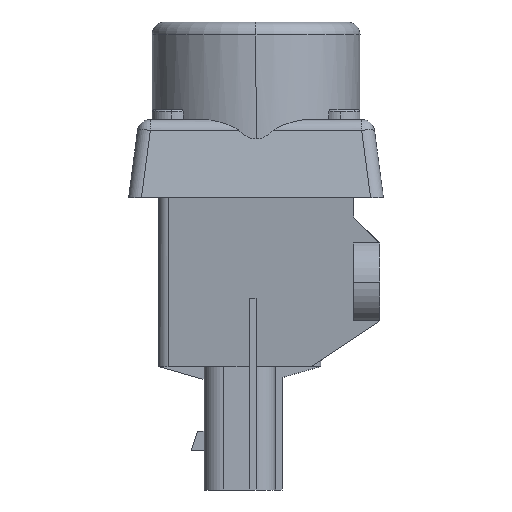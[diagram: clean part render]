
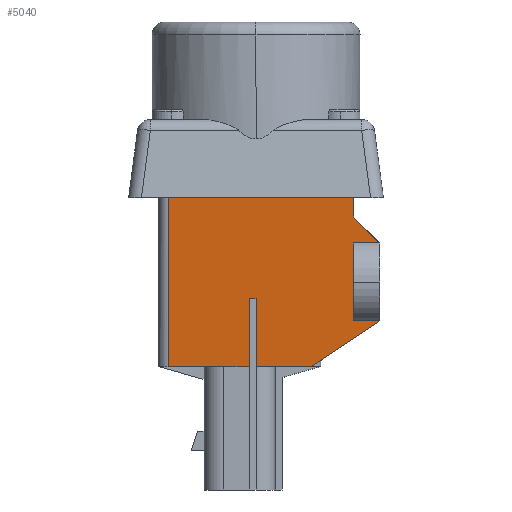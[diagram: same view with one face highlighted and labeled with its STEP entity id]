
A CAD part, left-side view. The second image highlights one B-rep face of the part: STEP entity #5040.
In plain terms, the highlighted planar face has unit normal (-0.995, 0, -0.096).
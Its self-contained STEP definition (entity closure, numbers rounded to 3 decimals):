
#18 = FACE_OUTER_BOUND ( 'NONE', #247, .T. ) ;
#70 = EDGE_CURVE ( 'NONE', #4260, #1288, #841, .T. ) ;
#126 = EDGE_CURVE ( 'NONE', #4260, #1206, #5954, .T. ) ;
#203 = ORIENTED_EDGE ( 'NONE', *, *, #126, .T. ) ;
#206 = CARTESIAN_POINT ( 'NONE',  ( -10., -19.6, 0. ) ) ;
#247 = EDGE_LOOP ( 'NONE', ( #5989, #4391, #744, #1555, #203, #772, #6692, #3623, #1945, #3233, #4345, #4121, #318, #3650 ) ) ;
#262 = LINE ( 'NONE', #5561, #3225 ) ;
#313 = CARTESIAN_POINT ( 'NONE',  ( -11., -19.6, 10.4 ) ) ;
#318 = ORIENTED_EDGE ( 'NONE', *, *, #1236, .T. ) ;
#417 = VECTOR ( 'NONE', #3382, 1000. ) ;
#436 = DIRECTION ( 'NONE',  ( 0.995, 0., 0.096 ) ) ;
#452 = DIRECTION ( 'NONE',  ( 0.096, 0., -0.995 ) ) ;
#470 = EDGE_CURVE ( 'NONE', #3872, #1098, #3276, .T. ) ;
#744 = ORIENTED_EDGE ( 'NONE', *, *, #5501, .F. ) ;
#748 = CARTESIAN_POINT ( 'NONE',  ( -10.673, -15., 7. ) ) ;
#772 = ORIENTED_EDGE ( 'NONE', *, *, #1707, .T. ) ;
#841 = LINE ( 'NONE', #4198, #3292 ) ;
#993 = CARTESIAN_POINT ( 'NONE',  ( -10., 13.5, 0. ) ) ;
#1098 = VERTEX_POINT ( 'NONE', #2455 ) ;
#1115 = DIRECTION ( 'NONE',  ( 0.053, 0.831, -0.554 ) ) ;
#1116 = VECTOR ( 'NONE', #2158, 1000. ) ;
#1137 = VERTEX_POINT ( 'NONE', #4206 ) ;
#1206 = VERTEX_POINT ( 'NONE', #4770 ) ;
#1234 = DIRECTION ( 'NONE',  ( 0.096, 0., -0.995 ) ) ;
#1236 = EDGE_CURVE ( 'NONE', #2392, #4871, #2941, .T. ) ;
#1288 = VERTEX_POINT ( 'NONE', #4396 ) ;
#1424 = CARTESIAN_POINT ( 'NONE',  ( -11.827, -15., 19. ) ) ;
#1474 = CARTESIAN_POINT ( 'NONE',  ( -12.5, -15., 26. ) ) ;
#1489 = DIRECTION ( 'NONE',  ( -0.068, 0.705, 0.705 ) ) ;
#1555 = ORIENTED_EDGE ( 'NONE', *, *, #70, .F. ) ;
#1591 = VECTOR ( 'NONE', #2160, 1000. ) ;
#1620 = VERTEX_POINT ( 'NONE', #748 ) ;
#1643 = VERTEX_POINT ( 'NONE', #5694 ) ;
#1707 = EDGE_CURVE ( 'NONE', #1206, #1643, #4243, .T. ) ;
#1830 = VERTEX_POINT ( 'NONE', #1424 ) ;
#1865 = CARTESIAN_POINT ( 'NONE',  ( -10.673, -19.6, 7. ) ) ;
#1945 = ORIENTED_EDGE ( 'NONE', *, *, #5141, .F. ) ;
#2074 = VERTEX_POINT ( 'NONE', #6637 ) ;
#2158 = DIRECTION ( 'NONE',  ( 0.096, 0., -0.995 ) ) ;
#2160 = DIRECTION ( 'NONE',  ( -0.096, 0., 0.995 ) ) ;
#2197 = LINE ( 'NONE', #206, #6151 ) ;
#2235 = EDGE_CURVE ( 'NONE', #6668, #2074, #2197, .T. ) ;
#2370 = LINE ( 'NONE', #5585, #417 ) ;
#2375 = EDGE_CURVE ( 'NONE', #1620, #1830, #2541, .T. ) ;
#2392 = VERTEX_POINT ( 'NONE', #4736 ) ;
#2455 = CARTESIAN_POINT ( 'NONE',  ( -12.5, -15., 26. ) ) ;
#2541 = LINE ( 'NONE', #1474, #5802 ) ;
#2564 = CARTESIAN_POINT ( 'NONE',  ( -10., -19.6, 0. ) ) ;
#2678 = EDGE_CURVE ( 'NONE', #2392, #1830, #2370, .T. ) ;
#2941 = LINE ( 'NONE', #5417, #6801 ) ;
#2945 = CARTESIAN_POINT ( 'NONE',  ( -12.5, 13.5, 26. ) ) ;
#2983 = VECTOR ( 'NONE', #452, 1000. ) ;
#3225 = VECTOR ( 'NONE', #1115, 1000. ) ;
#3233 = ORIENTED_EDGE ( 'NONE', *, *, #6366, .T. ) ;
#3246 = CARTESIAN_POINT ( 'NONE',  ( -10., 1., 0. ) ) ;
#3276 = LINE ( 'NONE', #3803, #5109 ) ;
#3292 = VECTOR ( 'NONE', #4293, 1000. ) ;
#3382 = DIRECTION ( 'NONE',  ( 0., 1., 0. ) ) ;
#3623 = ORIENTED_EDGE ( 'NONE', *, *, #2235, .F. ) ;
#3650 = ORIENTED_EDGE ( 'NONE', *, *, #6550, .F. ) ;
#3803 = CARTESIAN_POINT ( 'NONE',  ( -12.5, -15., 26. ) ) ;
#3861 = DIRECTION ( 'NONE',  ( 0., -1., 0. ) ) ;
#3872 = VERTEX_POINT ( 'NONE', #2945 ) ;
#3901 = CARTESIAN_POINT ( 'NONE',  ( -12.5, 0., 26. ) ) ;
#3935 = LINE ( 'NONE', #2564, #4287 ) ;
#4017 = LINE ( 'NONE', #6616, #6745 ) ;
#4097 = VERTEX_POINT ( 'NONE', #993 ) ;
#4121 = ORIENTED_EDGE ( 'NONE', *, *, #2678, .F. ) ;
#4198 = CARTESIAN_POINT ( 'NONE',  ( -10., 8., 0. ) ) ;
#4206 = CARTESIAN_POINT ( 'NONE',  ( -10.673, -19., 7. ) ) ;
#4243 = LINE ( 'NONE', #313, #5688 ) ;
#4260 = VERTEX_POINT ( 'NONE', #3246 ) ;
#4287 = VECTOR ( 'NONE', #5337, 1000. ) ;
#4293 = DIRECTION ( 'NONE',  ( 0., 1., 0. ) ) ;
#4345 = ORIENTED_EDGE ( 'NONE', *, *, #2375, .T. ) ;
#4391 = ORIENTED_EDGE ( 'NONE', *, *, #5692, .T. ) ;
#4396 = CARTESIAN_POINT ( 'NONE',  ( -10., 5., 0. ) ) ;
#4462 = VECTOR ( 'NONE', #5177, 1000. ) ;
#4583 = DIRECTION ( 'NONE',  ( 0., 1., 0. ) ) ;
#4736 = CARTESIAN_POINT ( 'NONE',  ( -11.827, -19., 19. ) ) ;
#4770 = CARTESIAN_POINT ( 'NONE',  ( -11., 1., 10.4 ) ) ;
#4869 = DIRECTION ( 'NONE',  ( 0.096, 0., -0.995 ) ) ;
#4871 = VERTEX_POINT ( 'NONE', #6948 ) ;
#5040 = ADVANCED_FACE ( 'NONE', ( #18 ), #6986, .F. ) ;
#5109 = VECTOR ( 'NONE', #3861, 1000. ) ;
#5141 = EDGE_CURVE ( 'NONE', #1137, #6668, #262, .T. ) ;
#5177 = DIRECTION ( 'NONE',  ( 0., 1., 0. ) ) ;
#5195 = DIRECTION ( 'NONE',  ( 0., -1., 0. ) ) ;
#5228 = LINE ( 'NONE', #5943, #1116 ) ;
#5337 = DIRECTION ( 'NONE',  ( 0., 1., 0. ) ) ;
#5355 = CARTESIAN_POINT ( 'NONE',  ( -12.5, -19.6, 26. ) ) ;
#5417 = CARTESIAN_POINT ( 'NONE',  ( -11.689, -20.435, 17.565 ) ) ;
#5448 = CARTESIAN_POINT ( 'NONE',  ( -12.5, 1., 26. ) ) ;
#5464 = EDGE_CURVE ( 'NONE', #1643, #2074, #6068, .T. ) ;
#5501 = EDGE_CURVE ( 'NONE', #1288, #4097, #3935, .T. ) ;
#5561 = CARTESIAN_POINT ( 'NONE',  ( -9.546, -1.424, -4.718 ) ) ;
#5585 = CARTESIAN_POINT ( 'NONE',  ( -11.827, -19.6, 19. ) ) ;
#5688 = VECTOR ( 'NONE', #5195, 1000. ) ;
#5692 = EDGE_CURVE ( 'NONE', #3872, #4097, #4017, .T. ) ;
#5694 = CARTESIAN_POINT ( 'NONE',  ( -11., 0., 10.4 ) ) ;
#5802 = VECTOR ( 'NONE', #6395, 1000. ) ;
#5855 = AXIS2_PLACEMENT_3D ( 'NONE', #5355, #436, #4869 ) ;
#5902 = LINE ( 'NONE', #1865, #4462 ) ;
#5943 = CARTESIAN_POINT ( 'NONE',  ( -12.271, -15., 23.618 ) ) ;
#5954 = LINE ( 'NONE', #5448, #1591 ) ;
#5989 = ORIENTED_EDGE ( 'NONE', *, *, #470, .F. ) ;
#6068 = LINE ( 'NONE', #3901, #2983 ) ;
#6151 = VECTOR ( 'NONE', #4583, 1000. ) ;
#6366 = EDGE_CURVE ( 'NONE', #1137, #1620, #5902, .T. ) ;
#6395 = DIRECTION ( 'NONE',  ( -0.096, 0., 0.995 ) ) ;
#6550 = EDGE_CURVE ( 'NONE', #1098, #4871, #5228, .T. ) ;
#6616 = CARTESIAN_POINT ( 'NONE',  ( -12.5, 13.5, 26. ) ) ;
#6637 = CARTESIAN_POINT ( 'NONE',  ( -10., 0., 0. ) ) ;
#6640 = CARTESIAN_POINT ( 'NONE',  ( -10., -8.5, 0. ) ) ;
#6668 = VERTEX_POINT ( 'NONE', #6640 ) ;
#6692 = ORIENTED_EDGE ( 'NONE', *, *, #5464, .T. ) ;
#6745 = VECTOR ( 'NONE', #1234, 1000. ) ;
#6801 = VECTOR ( 'NONE', #1489, 1000. ) ;
#6948 = CARTESIAN_POINT ( 'NONE',  ( -12.212, -15., 23. ) ) ;
#6986 = PLANE ( 'NONE',  #5855 ) ;
